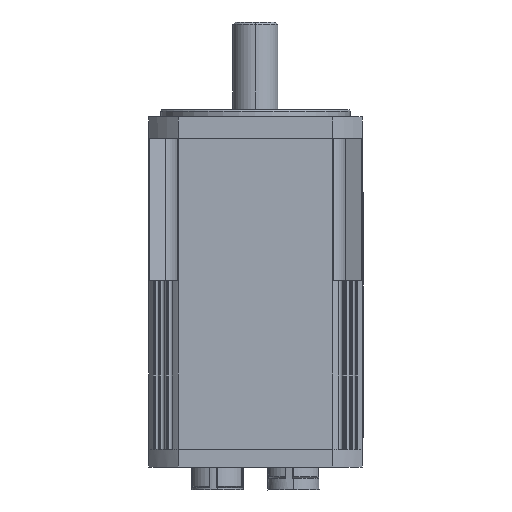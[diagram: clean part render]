
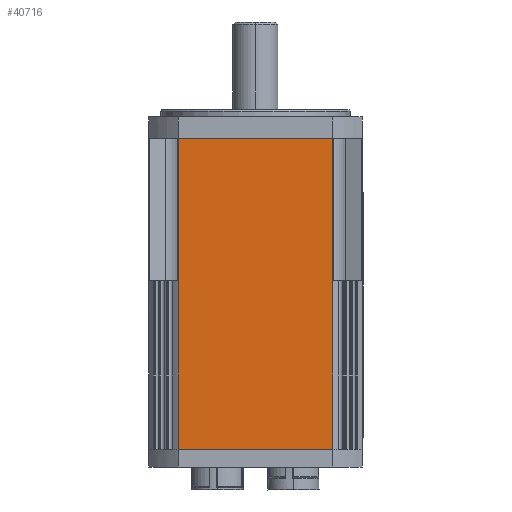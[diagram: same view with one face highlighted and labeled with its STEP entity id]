
A CAD part, front view. The second image highlights one B-rep face of the part: STEP entity #40716.
In plain terms, the highlighted face is planar.
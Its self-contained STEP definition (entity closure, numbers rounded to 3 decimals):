
#35373=CARTESIAN_POINT('',(-32.485,-45.0,0.0));
#35374=VERTEX_POINT('',#35373);
#35429=CARTESIAN_POINT('',(32.485,-45.0,0.0));
#35430=VERTEX_POINT('',#35429);
#35437=CARTESIAN_POINT('',(-32.485,-45.0,0.0));
#35438=DIRECTION('',(1.0,0.0,0.0));
#35439=VECTOR('',#35438,64.969);
#35440=LINE('',#35437,#35439);
#35441=EDGE_CURVE('',#35374,#35430,#35440,.T.);
#37536=CARTESIAN_POINT('',(32.485,-45.0,131.0));
#37537=VERTEX_POINT('',#37536);
#37569=CARTESIAN_POINT('',(-32.485,-45.0,131.0));
#37570=VERTEX_POINT('',#37569);
#37577=CARTESIAN_POINT('',(32.485,-45.0,131.0));
#37578=DIRECTION('',(-1.0,0.0,0.0));
#37579=VECTOR('',#37578,64.969);
#37580=LINE('',#37577,#37579);
#37581=EDGE_CURVE('',#37537,#37570,#37580,.T.);
#39760=CARTESIAN_POINT('',(32.485,-45.0,0.0));
#39761=DIRECTION('',(0.0,0.0,1.0));
#39762=VECTOR('',#39761,131.0);
#39763=LINE('',#39760,#39762);
#39764=EDGE_CURVE('',#35430,#37537,#39763,.T.);
#40053=CARTESIAN_POINT('',(-32.485,-45.0,0.0));
#40054=DIRECTION('',(0.0,0.0,1.0));
#40055=VECTOR('',#40054,131.0);
#40056=LINE('',#40053,#40055);
#40057=EDGE_CURVE('',#35374,#37570,#40056,.T.);
#40705=CARTESIAN_POINT('',(32.485,-45.0,0.0));
#40706=DIRECTION('',(0.0,-1.0,0.0));
#40707=DIRECTION('',(0.0,0.0,-1.0));
#40708=AXIS2_PLACEMENT_3D('',#40705,#40706,#40707);
#40709=PLANE('',#40708);
#40710=ORIENTED_EDGE('',*,*,#37581,.T.);
#40711=ORIENTED_EDGE('',*,*,#40057,.F.);
#40712=ORIENTED_EDGE('',*,*,#35441,.T.);
#40713=ORIENTED_EDGE('',*,*,#39764,.T.);
#40714=EDGE_LOOP('',(#40710,#40711,#40712,#40713));
#40715=FACE_OUTER_BOUND('',#40714,.T.);
#40716=ADVANCED_FACE('',(#40715),#40709,.T.);
